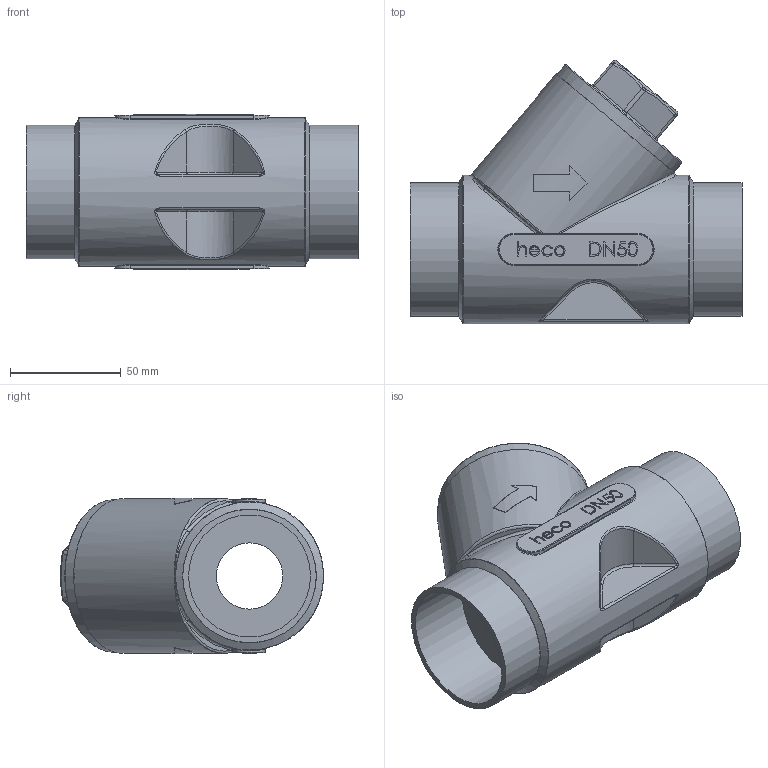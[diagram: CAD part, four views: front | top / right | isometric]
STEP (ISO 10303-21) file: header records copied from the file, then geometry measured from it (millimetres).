
FILE_DESCRIPTION (( 'STEP AP214' ), '1' );
FILE_NAME ('RV-200-00S-4 Rückschlagventil SE 2204.STEP', '2022-04-06T13:39:25', ( '' ), ( '' ), 'SwSTEP 2.0', 'SolidWorks 2019', '' );
FILE_SCHEMA (( 'AUTOMOTIVE_DESIGN' ));
Length unit declared in the file: millimetre
Products named in the file (1): RV-200-00S-4 Rückschlagventil SE 2204
Bounding box: 150 x 119 x 70.4 mm (x, y, z)
Volume: 467327.7 mm3; surface area: 67389 mm2
Topology: 1 solids, 1 shells, 456 faces, 1152 edges, 738 vertices
Faces by surface type: bspline 210, plane 179, cylinder 44, torus 20, cone 3
Full cylindrical faces by diameter (mm): 30 x1, 55.1 x2, 60.3 x2, 67 x1, 69 x1
Entity records: 28073 total; most frequent: CARTESIAN_POINT 16055, ORIENTED_EDGE 2252, DIRECTION 1306, EDGE_CURVE 1126, VERTEX_POINT 729, VECTOR 542, LINE 542, EDGE_LOOP 515
